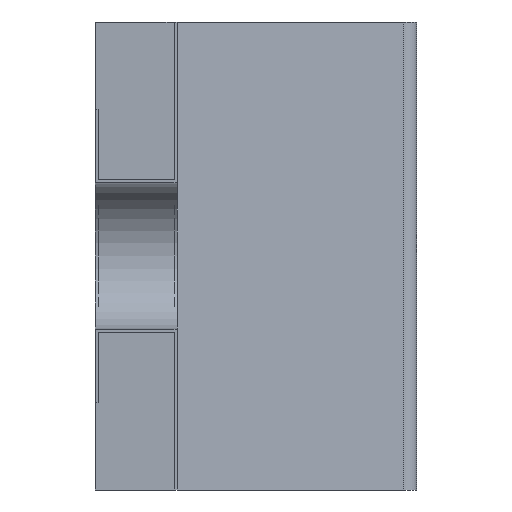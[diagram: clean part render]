
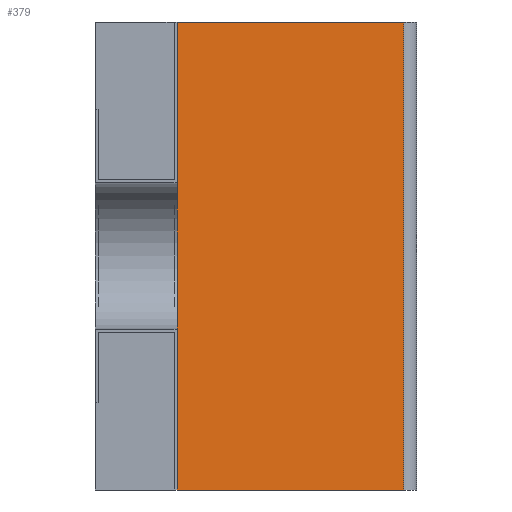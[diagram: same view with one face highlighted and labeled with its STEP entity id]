
A CAD part, left-side view. The second image highlights one B-rep face of the part: STEP entity #379.
In plain terms, the highlighted face is planar.
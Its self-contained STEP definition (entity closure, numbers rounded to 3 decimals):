
#12 = ORIENTED_EDGE ( 'NONE', *, *, #671, .T. ) ;
#114 = EDGE_CURVE ( 'NONE', #1520, #1016, #1701, .T. ) ;
#162 = DIRECTION ( 'NONE',  ( 0., 0., -1. ) ) ;
#174 = DIRECTION ( 'NONE',  ( 0.996, -0.087, 0. ) ) ;
#379 = ADVANCED_FACE ( 'NONE', ( #1802 ), #1427, .F. ) ;
#446 = VERTEX_POINT ( 'NONE', #1405 ) ;
#499 = VECTOR ( 'NONE', #1287, 1000. ) ;
#592 = DIRECTION ( 'NONE',  ( -0.087, -0.996, 0. ) ) ;
#602 = EDGE_CURVE ( 'NONE', #1151, #1520, #1038, .T. ) ;
#653 = VECTOR ( 'NONE', #1840, 1000. ) ;
#671 = EDGE_CURVE ( 'NONE', #446, #1016, #2314, .T. ) ;
#780 = CARTESIAN_POINT ( 'NONE',  ( -0.745, 0.28, 0.8 ) ) ;
#842 = LINE ( 'NONE', #1385, #1248 ) ;
#869 = CARTESIAN_POINT ( 'NONE',  ( -0.677, 1.054, 0.8 ) ) ;
#1016 = VERTEX_POINT ( 'NONE', #2244 ) ;
#1038 = LINE ( 'NONE', #780, #1178 ) ;
#1140 = ORIENTED_EDGE ( 'NONE', *, *, #114, .F. ) ;
#1151 = VERTEX_POINT ( 'NONE', #869 ) ;
#1178 = VECTOR ( 'NONE', #592, 1000. ) ;
#1185 = EDGE_CURVE ( 'NONE', #1151, #446, #842, .T. ) ;
#1229 = ORIENTED_EDGE ( 'NONE', *, *, #602, .F. ) ;
#1231 = DIRECTION ( 'NONE',  ( 0.087, 0.996, 0. ) ) ;
#1248 = VECTOR ( 'NONE', #162, 1000. ) ;
#1287 = DIRECTION ( 'NONE',  ( 0., 0., -1. ) ) ;
#1293 = CARTESIAN_POINT ( 'NONE',  ( -0.745, 0.28, 0.8 ) ) ;
#1385 = CARTESIAN_POINT ( 'NONE',  ( -0.677, 1.054, 0.8 ) ) ;
#1405 = CARTESIAN_POINT ( 'NONE',  ( -0.677, 1.054, -0.8 ) ) ;
#1427 = PLANE ( 'NONE',  #1558 ) ;
#1520 = VERTEX_POINT ( 'NONE', #1293 ) ;
#1558 = AXIS2_PLACEMENT_3D ( 'NONE', #1931, #174, #1231 ) ;
#1651 = CARTESIAN_POINT ( 'NONE',  ( -0.745, 0.28, -0.8 ) ) ;
#1672 = ORIENTED_EDGE ( 'NONE', *, *, #1185, .T. ) ;
#1701 = LINE ( 'NONE', #1841, #499 ) ;
#1749 = EDGE_LOOP ( 'NONE', ( #12, #1140, #1229, #1672 ) ) ;
#1802 = FACE_OUTER_BOUND ( 'NONE', #1749, .T. ) ;
#1840 = DIRECTION ( 'NONE',  ( -0.087, -0.996, 0. ) ) ;
#1841 = CARTESIAN_POINT ( 'NONE',  ( -0.745, 0.28, 0.8 ) ) ;
#1931 = CARTESIAN_POINT ( 'NONE',  ( -0.745, 0.28, 0.8 ) ) ;
#2244 = CARTESIAN_POINT ( 'NONE',  ( -0.745, 0.28, -0.8 ) ) ;
#2314 = LINE ( 'NONE', #1651, #653 ) ;
